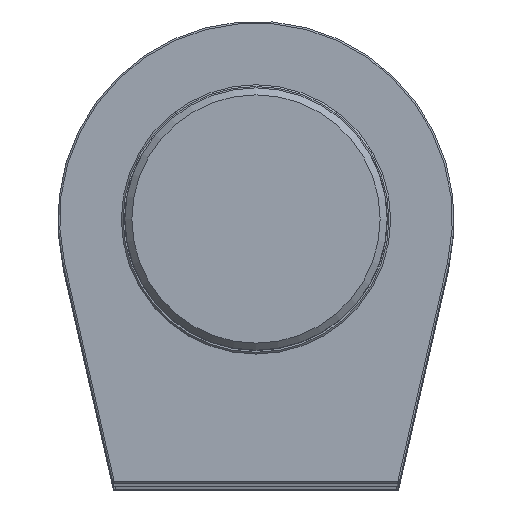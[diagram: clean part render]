
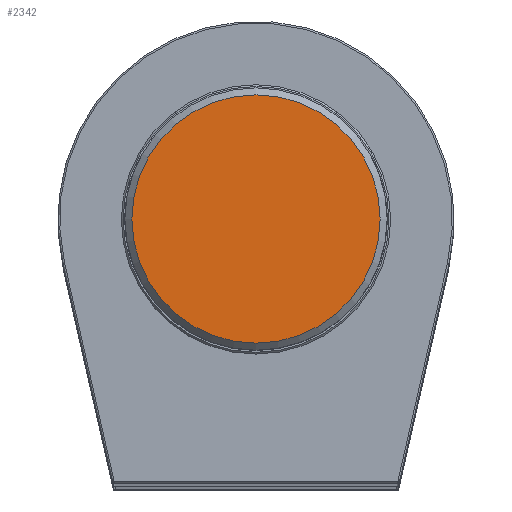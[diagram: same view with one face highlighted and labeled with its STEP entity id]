
A CAD part, top view. The second image highlights one B-rep face of the part: STEP entity #2342.
In plain terms, the highlighted planar face has unit normal (0, 0, 1).
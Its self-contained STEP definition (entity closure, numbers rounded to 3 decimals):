
#1399 = CONICAL_SURFACE('',#1400,9.271,0.785);
#1400 = AXIS2_PLACEMENT_3D('',#1401,#1402,#1403);
#1401 = CARTESIAN_POINT('',(0.,2.381,336.36));
#1402 = DIRECTION('',(0.,0.,-1.));
#1403 = DIRECTION('',(-1.,0.,0.));
#2268 = VERTEX_POINT('',#2269);
#2269 = CARTESIAN_POINT('',(9.017,2.381,336.614));
#2289 = EDGE_CURVE('',#2268,#2268,#2290,.T.);
#2290 = SURFACE_CURVE('',#2291,(#2296,#2325),.PCURVE_S1.);
#2291 = CIRCLE('',#2292,9.017);
#2292 = AXIS2_PLACEMENT_3D('',#2293,#2294,#2295);
#2293 = CARTESIAN_POINT('',(0.,2.381,336.614));
#2294 = DIRECTION('',(0.,0.,-1.));
#2295 = DIRECTION('',(-1.,0.,0.));
#2296 = PCURVE('',#1399,#2297);
#2297 = DEFINITIONAL_REPRESENTATION('',(#2298),#2324);
#2298 = B_SPLINE_CURVE_WITH_KNOTS('',3,(#2299,#2300,#2301,#2302,#2303,
    #2304,#2305,#2306,#2307,#2308,#2309,#2310,#2311,#2312,#2313,#2314,
    #2315,#2316,#2317,#2318,#2319,#2320,#2321,#2322,#2323),
  .UNSPECIFIED.,.F.,.F.,(4,1,1,1,1,1,1,1,1,1,1,1,1,1,1,1,1,1,1,1,1,1,4),
  (3.142,3.427,3.713,3.998,
    4.284,4.57,4.855,5.141,
    5.426,5.712,5.998,6.283,
    6.569,6.854,7.14,7.426,
    7.711,7.997,8.282,8.568,
    8.854,9.139,9.425),.QUASI_UNIFORM_KNOTS.);
#2299 = CARTESIAN_POINT('',(3.142,-0.254));
#2300 = CARTESIAN_POINT('',(3.237,-0.254));
#2301 = CARTESIAN_POINT('',(3.427,-0.254));
#2302 = CARTESIAN_POINT('',(3.713,-0.254));
#2303 = CARTESIAN_POINT('',(3.998,-0.254));
#2304 = CARTESIAN_POINT('',(4.284,-0.254));
#2305 = CARTESIAN_POINT('',(4.57,-0.254));
#2306 = CARTESIAN_POINT('',(4.855,-0.254));
#2307 = CARTESIAN_POINT('',(5.141,-0.254));
#2308 = CARTESIAN_POINT('',(5.426,-0.254));
#2309 = CARTESIAN_POINT('',(5.712,-0.254));
#2310 = CARTESIAN_POINT('',(5.998,-0.254));
#2311 = CARTESIAN_POINT('',(6.283,-0.254));
#2312 = CARTESIAN_POINT('',(6.569,-0.254));
#2313 = CARTESIAN_POINT('',(6.854,-0.254));
#2314 = CARTESIAN_POINT('',(7.14,-0.254));
#2315 = CARTESIAN_POINT('',(7.426,-0.254));
#2316 = CARTESIAN_POINT('',(7.711,-0.254));
#2317 = CARTESIAN_POINT('',(7.997,-0.254));
#2318 = CARTESIAN_POINT('',(8.282,-0.254));
#2319 = CARTESIAN_POINT('',(8.568,-0.254));
#2320 = CARTESIAN_POINT('',(8.854,-0.254));
#2321 = CARTESIAN_POINT('',(9.139,-0.254));
#2322 = CARTESIAN_POINT('',(9.33,-0.254));
#2323 = CARTESIAN_POINT('',(9.425,-0.254));
#2324 = ( GEOMETRIC_REPRESENTATION_CONTEXT(2) 
PARAMETRIC_REPRESENTATION_CONTEXT() REPRESENTATION_CONTEXT('2D SPACE',''
  ) );
#2325 = PCURVE('',#2326,#2331);
#2326 = PLANE('',#2327);
#2327 = AXIS2_PLACEMENT_3D('',#2328,#2329,#2330);
#2328 = CARTESIAN_POINT('',(0.,2.381,336.614));
#2329 = DIRECTION('',(0.,0.,1.));
#2330 = DIRECTION('',(1.,0.,0.));
#2331 = DEFINITIONAL_REPRESENTATION('',(#2332),#2340);
#2332 = ( BOUNDED_CURVE() B_SPLINE_CURVE(2,(#2333,#2334,#2335,#2336,
#2337,#2338,#2339),.UNSPECIFIED.,.T.,.F.) B_SPLINE_CURVE_WITH_KNOTS((1,2
    ,2,2,2,1),(-2.094,0.,2.094,4.189,
6.283,8.378),.UNSPECIFIED.) CURVE() 
GEOMETRIC_REPRESENTATION_ITEM() RATIONAL_B_SPLINE_CURVE((1.,0.5,1.,0.5,
1.,0.5,1.)) REPRESENTATION_ITEM('') );
#2333 = CARTESIAN_POINT('',(-9.017,0.));
#2334 = CARTESIAN_POINT('',(-9.017,15.618));
#2335 = CARTESIAN_POINT('',(4.509,7.809));
#2336 = CARTESIAN_POINT('',(18.034,0.));
#2337 = CARTESIAN_POINT('',(4.509,-7.809));
#2338 = CARTESIAN_POINT('',(-9.017,-15.618));
#2339 = CARTESIAN_POINT('',(-9.017,0.));
#2340 = ( GEOMETRIC_REPRESENTATION_CONTEXT(2) 
PARAMETRIC_REPRESENTATION_CONTEXT() REPRESENTATION_CONTEXT('2D SPACE',''
  ) );
#2342 = ADVANCED_FACE('',(#2343),#2326,.T.);
#2343 = FACE_BOUND('',#2344,.T.);
#2344 = EDGE_LOOP('',(#2345));
#2345 = ORIENTED_EDGE('',*,*,#2289,.F.);
